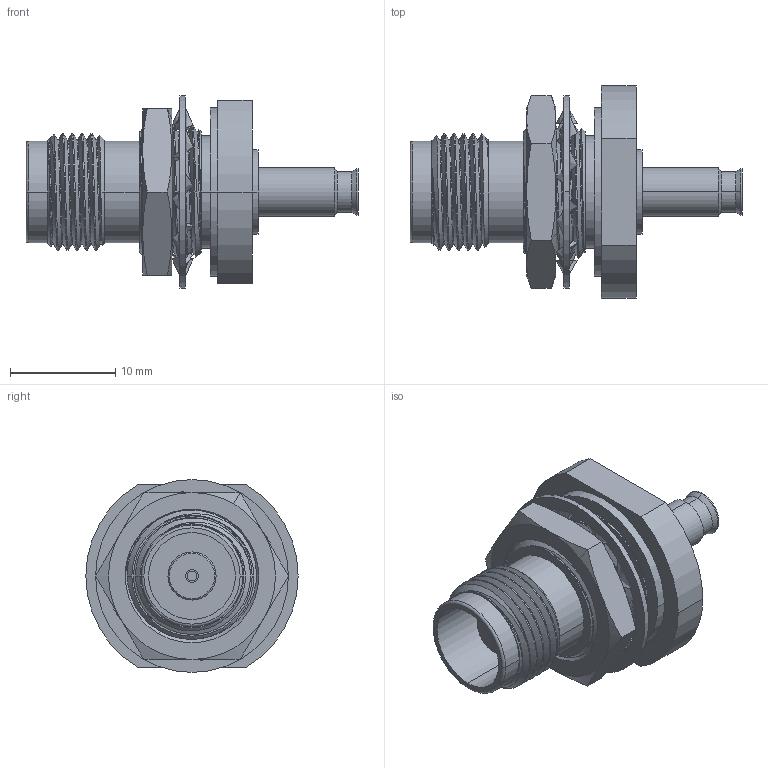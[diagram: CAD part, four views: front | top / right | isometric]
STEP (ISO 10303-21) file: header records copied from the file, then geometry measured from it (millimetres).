
FILE_DESCRIPTION (( 'STEP AP203' ), '1' );
FILE_NAME ('PE44903.step', '2019-09-11T16:57:19', ( '' ), ( '' ), 'SwSTEP 2.0', 'SolidWorks 2018', '' );
FILE_SCHEMA (( 'CONFIG_CONTROL_DESIGN' ));
Length unit declared in the file: inch
Products named in the file (1): PE44903
Bounding box: 31.57 x 20.19 x 18.34 mm (x, y, z)
Volume: 2792.8 mm3; surface area: 3604.7 mm2
Topology: 6 solids, 6 shells, 243 faces, 652 edges, 436 vertices
Faces by surface type: cylinder 91, plane 61, bspline 49, cone 40, torus 2
Entity records: 11604 total; most frequent: CARTESIAN_POINT 6003, ORIENTED_EDGE 1304, DIRECTION 946, EDGE_CURVE 652, VERTEX_POINT 436, AXIS2_PLACEMENT_3D 378, EDGE_LOOP 268, ADVANCED_FACE 243
